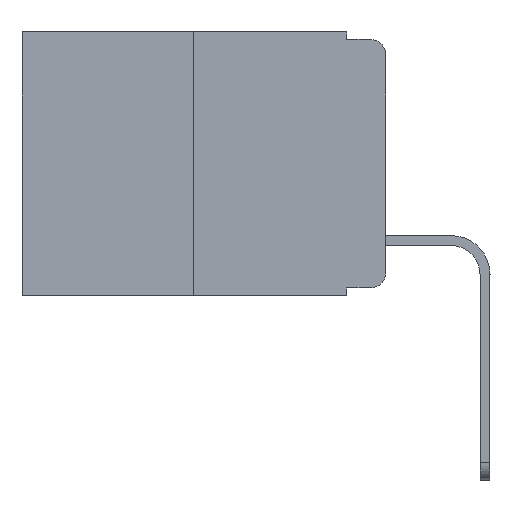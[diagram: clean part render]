
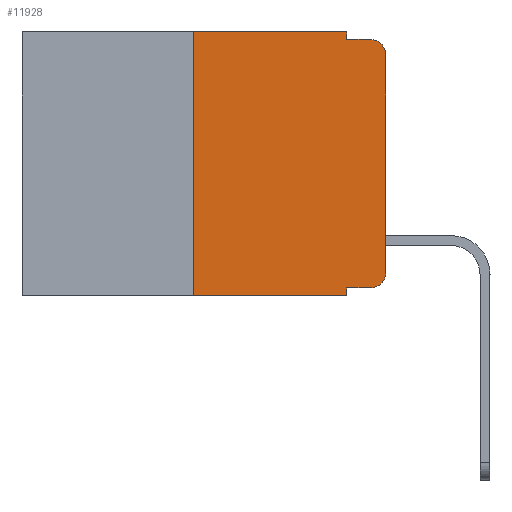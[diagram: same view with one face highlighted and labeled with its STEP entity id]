
A CAD part, left-side view. The second image highlights one B-rep face of the part: STEP entity #11928.
In plain terms, the highlighted planar face has unit normal (-1, 0, 0).
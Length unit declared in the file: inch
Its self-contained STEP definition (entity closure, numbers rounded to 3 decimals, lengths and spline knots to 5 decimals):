
#131 = EDGE_CURVE ( 'NONE', #8291, #3385, #15581, .T. ) ;
#181 = EDGE_CURVE ( 'NONE', #22866, #15336, #18228, .T. ) ;
#651 = FACE_OUTER_BOUND ( 'NONE', #19452, .T. ) ;
#786 = DIRECTION ( 'NONE',  ( 0., 0., -1. ) ) ;
#1019 = CARTESIAN_POINT ( 'NONE',  ( 0., 0.25, 0. ) ) ;
#1475 = ORIENTED_EDGE ( 'NONE', *, *, #4523, .T. ) ;
#1743 = VECTOR ( 'NONE', #786, 39.37008 ) ;
#2026 = LINE ( 'NONE', #20017, #1743 ) ;
#2754 = DIRECTION ( 'NONE',  ( 0., 0., 1. ) ) ;
#2773 = DIRECTION ( 'NONE',  ( 0., -1., 0. ) ) ;
#2953 = VECTOR ( 'NONE', #14513, 39.37008 ) ;
#3088 = CIRCLE ( 'NONE', #16816, 0.02 ) ;
#3227 = DIRECTION ( 'NONE',  ( -1., 0., 0. ) ) ;
#3385 = VERTEX_POINT ( 'NONE', #9316 ) ;
#3512 = VERTEX_POINT ( 'NONE', #17159 ) ;
#3531 = VECTOR ( 'NONE', #2773, 39.37008 ) ;
#4158 = ORIENTED_EDGE ( 'NONE', *, *, #131, .F. ) ;
#4345 = VECTOR ( 'NONE', #18257, 39.37008 ) ;
#4523 = EDGE_CURVE ( 'NONE', #8291, #17597, #13865, .T. ) ;
#5172 = CARTESIAN_POINT ( 'NONE',  ( 0., 0.02, -0.03 ) ) ;
#5852 = DIRECTION ( 'NONE',  ( -1., 0., 0. ) ) ;
#6819 = EDGE_CURVE ( 'NONE', #3385, #3512, #23872, .T. ) ;
#7452 = DIRECTION ( 'NONE',  ( 0., 0., -1. ) ) ;
#7655 = CARTESIAN_POINT ( 'NONE',  ( 0., 0.473, 0. ) ) ;
#7718 = ORIENTED_EDGE ( 'NONE', *, *, #181, .T. ) ;
#7760 = EDGE_CURVE ( 'NONE', #22866, #17597, #2026, .T. ) ;
#7827 = EDGE_CURVE ( 'NONE', #22583, #15651, #16999, .T. ) ;
#8233 = CIRCLE ( 'NONE', #17124, 0.02 ) ;
#8291 = VERTEX_POINT ( 'NONE', #14138 ) ;
#8765 = VECTOR ( 'NONE', #22697, 39.37008 ) ;
#9316 = CARTESIAN_POINT ( 'NONE',  ( 0., 0.25, 0. ) ) ;
#9477 = LINE ( 'NONE', #24020, #4345 ) ;
#9787 = ORIENTED_EDGE ( 'NONE', *, *, #7760, .F. ) ;
#10300 = DIRECTION ( 'NONE',  ( 0., 0., 1. ) ) ;
#10868 = CARTESIAN_POINT ( 'NONE',  ( 0., 0.051, -0.01 ) ) ;
#11418 = LINE ( 'NONE', #12118, #14962 ) ;
#11674 = ORIENTED_EDGE ( 'NONE', *, *, #17987, .T. ) ;
#11928 = ADVANCED_FACE ( 'NONE', ( #651 ), #22831, .F. ) ;
#12118 = CARTESIAN_POINT ( 'NONE',  ( 0., 0., 0. ) ) ;
#12139 = VERTEX_POINT ( 'NONE', #14159 ) ;
#12840 = VECTOR ( 'NONE', #18999, 39.37008 ) ;
#13216 = CARTESIAN_POINT ( 'NONE',  ( 0., 0.02, -0.313 ) ) ;
#13317 = ORIENTED_EDGE ( 'NONE', *, *, #7827, .F. ) ;
#13865 = LINE ( 'NONE', #24798, #8765 ) ;
#14112 = CARTESIAN_POINT ( 'NONE',  ( 0., 0.051, -0.01 ) ) ;
#14138 = CARTESIAN_POINT ( 'NONE',  ( 0., 0.25, -0.343 ) ) ;
#14159 = CARTESIAN_POINT ( 'NONE',  ( 0., 0., -0.313 ) ) ;
#14513 = DIRECTION ( 'NONE',  ( 0., -1., 0. ) ) ;
#14642 = ORIENTED_EDGE ( 'NONE', *, *, #16682, .T. ) ;
#14962 = VECTOR ( 'NONE', #2754, 39.37008 ) ;
#14965 = VECTOR ( 'NONE', #10300, 39.37008 ) ;
#15336 = VERTEX_POINT ( 'NONE', #17048 ) ;
#15581 = LINE ( 'NONE', #1019, #14965 ) ;
#15597 = CARTESIAN_POINT ( 'NONE',  ( 0., 0.051, -0.333 ) ) ;
#15651 = VERTEX_POINT ( 'NONE', #20286 ) ;
#16682 = EDGE_CURVE ( 'NONE', #22104, #15651, #8233, .T. ) ;
#16783 = DIRECTION ( 'NONE',  ( 0., 0., -1. ) ) ;
#16816 = AXIS2_PLACEMENT_3D ( 'NONE', #13216, #5852, #7452 ) ;
#16992 = CARTESIAN_POINT ( 'NONE',  ( 0., 0.473, 0. ) ) ;
#16999 = LINE ( 'NONE', #14112, #3531 ) ;
#17048 = CARTESIAN_POINT ( 'NONE',  ( 0., 0.02, -0.333 ) ) ;
#17124 = AXIS2_PLACEMENT_3D ( 'NONE', #5172, #3227, #16783 ) ;
#17159 = CARTESIAN_POINT ( 'NONE',  ( 0., 0.051, 0. ) ) ;
#17597 = VERTEX_POINT ( 'NONE', #18230 ) ;
#17987 = EDGE_CURVE ( 'NONE', #15336, #12139, #3088, .T. ) ;
#18228 = LINE ( 'NONE', #18485, #2953 ) ;
#18230 = CARTESIAN_POINT ( 'NONE',  ( 0., 0.051, -0.343 ) ) ;
#18257 = DIRECTION ( 'NONE',  ( 0., 0., -1. ) ) ;
#18409 = EDGE_CURVE ( 'NONE', #3512, #22583, #9477, .T. ) ;
#18485 = CARTESIAN_POINT ( 'NONE',  ( 0., 0.051, -0.333 ) ) ;
#18999 = DIRECTION ( 'NONE',  ( 0., -1., 0. ) ) ;
#19452 = EDGE_LOOP ( 'NONE', ( #20742, #14642, #13317, #23771, #24612, #4158, #1475, #9787, #7718, #11674 ) ) ;
#20017 = CARTESIAN_POINT ( 'NONE',  ( 0., 0.051, 0. ) ) ;
#20286 = CARTESIAN_POINT ( 'NONE',  ( 0., 0.02, -0.01 ) ) ;
#20419 = AXIS2_PLACEMENT_3D ( 'NONE', #7655, #21004, #22922 ) ;
#20742 = ORIENTED_EDGE ( 'NONE', *, *, #24808, .T. ) ;
#20883 = CARTESIAN_POINT ( 'NONE',  ( 0., 0., -0.03 ) ) ;
#21004 = DIRECTION ( 'NONE',  ( 1., 0., 0. ) ) ;
#22104 = VERTEX_POINT ( 'NONE', #20883 ) ;
#22583 = VERTEX_POINT ( 'NONE', #10868 ) ;
#22697 = DIRECTION ( 'NONE',  ( 0., -1., 0. ) ) ;
#22831 = PLANE ( 'NONE',  #20419 ) ;
#22866 = VERTEX_POINT ( 'NONE', #15597 ) ;
#22922 = DIRECTION ( 'NONE',  ( 0., 0., -1. ) ) ;
#23771 = ORIENTED_EDGE ( 'NONE', *, *, #18409, .F. ) ;
#23872 = LINE ( 'NONE', #16992, #12840 ) ;
#24020 = CARTESIAN_POINT ( 'NONE',  ( 0., 0.051, 0. ) ) ;
#24612 = ORIENTED_EDGE ( 'NONE', *, *, #6819, .F. ) ;
#24798 = CARTESIAN_POINT ( 'NONE',  ( 0., 0.473, -0.343 ) ) ;
#24808 = EDGE_CURVE ( 'NONE', #12139, #22104, #11418, .T. ) ;
